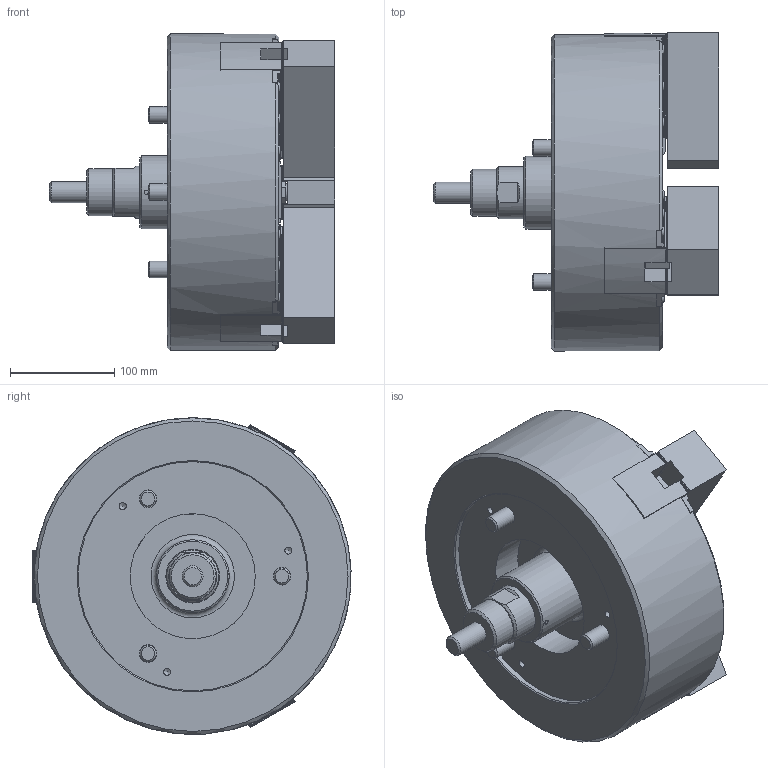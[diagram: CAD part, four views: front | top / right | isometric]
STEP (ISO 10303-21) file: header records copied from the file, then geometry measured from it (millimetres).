
FILE_DESCRIPTION (( 'STEP AP203' ), '1' );
FILE_NAME ('CF-3V-12.STEP', '2024-12-24T00:42:07', ( '' ), ( '' ), 'SwSTEP 2.0', 'SolidWorks 2020', '' );
FILE_SCHEMA (( 'CONFIG_CONTROL_DESIGN' ));
Length unit declared in the file: millimetre
Products named in the file (17): 圓頭內六角螺栓_M20x90(全牙); CF-3V-12; CF-3V-12-04000; CF-3V-21-09000; CF-3V-12-05000; 圓頭內六角螺栓_M16x35; CF-3H-212-04000(T型塊); CF-3V-12-12000; SJ-12H; CF-3V-12-13000; CF-3V-12-01000; CF-3V-12-08000; 半圓頭六角孔螺栓_M5x12; CF-3V-12-02000; CF-3P-10-06010; 圓頭內六角螺栓_M16x105; CF-3V-12-03000
Assembly tree (56 placements, depth 2):
  CF-3V-12
    CF-3V-12-01000
    CF-3V-12-02000
    CF-3V-12-03000  x3
    CF-3V-12-04000
    CF-3V-12-05000
    CF-3H-212-04000(T型塊)  x3
    SJ-12H  x3
    CF-3V-12-08000
    CF-3P-10-06010
    圓頭內六角螺栓_M20x90(全牙)
    CF-3V-21-09000
    圓頭內六角螺栓_M16x35  x6
    CF-3V-12-12000  x3
    CF-3V-12-13000  x3
    半圓頭六角孔螺栓_M5x12  x24
    圓頭內六角螺栓_M16x105  x3
Bounding box: 273.8 x 305.15 x 303.59 mm (x, y, z)
Volume: 8534212.1 mm3; surface area: 773152 mm2
Topology: 56 solids, 56 shells, 4224 faces, 11847 edges, 7802 vertices
Faces by surface type: plane 3115, cylinder 964, cone 120, torus 25
Full cylindrical faces by diameter (mm): 4.2 x7, 5 x25, 5.5 x6, 6 x18, 6.8 x3, 9.5 x24, 10 x6, 10.2 x3, 12 x1, 14 x6, 16 x9, 17 x9, 20 x3, 21 x1, 24 x9, 25 x9, 30 x1, 32.7 x1, 33 x1, 36 x2, 40 x1, 45 x1, 48.5 x1, 50 x1, 52 x1, 70 x1, 120 x2, 220 x1, 304 x1
Entity records: 47331 total; most frequent: CARTESIAN_POINT 9770, ORIENTED_EDGE 7678, DIRECTION 6466, EDGE_CURVE 3839, LINE 2988, VECTOR 2988, VERTEX_POINT 2605, AXIS2_PLACEMENT_3D 1739
